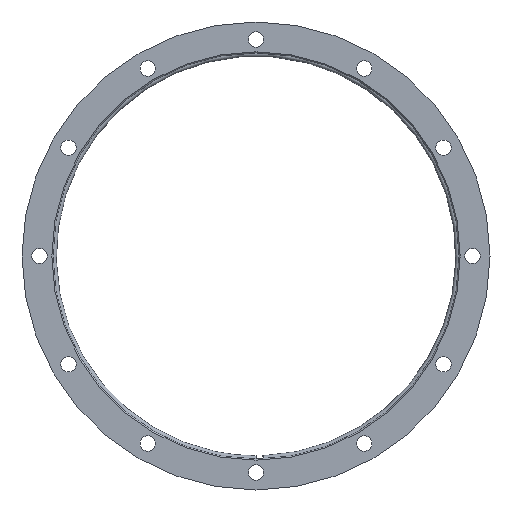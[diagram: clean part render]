
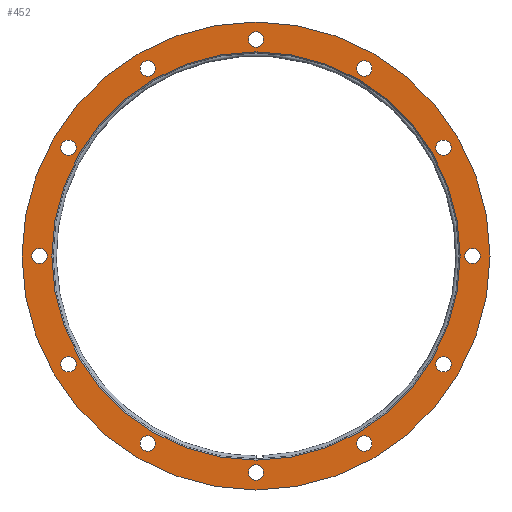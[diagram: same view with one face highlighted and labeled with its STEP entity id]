
A CAD part, left-side view. The second image highlights one B-rep face of the part: STEP entity #452.
In plain terms, the highlighted planar face has unit normal (-1, 0, 0).
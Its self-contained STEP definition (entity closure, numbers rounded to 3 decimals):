
#7 = FACE_BOUND ( 'NONE', #390, .T. ) ;
#8 = AXIS2_PLACEMENT_3D ( 'NONE', #356, #46, #475 ) ;
#18 = VERTEX_POINT ( 'NONE', #644 ) ;
#20 = ORIENTED_EDGE ( 'NONE', *, *, #299, .T. ) ;
#33 = ORIENTED_EDGE ( 'NONE', *, *, #568, .T. ) ;
#34 = VERTEX_POINT ( 'NONE', #525 ) ;
#36 = AXIS2_PLACEMENT_3D ( 'NONE', #69, #508, #440 ) ;
#42 = EDGE_CURVE ( 'NONE', #34, #34, #227, .T. ) ;
#44 = EDGE_LOOP ( 'NONE', ( #20 ) ) ;
#46 = DIRECTION ( 'NONE',  ( 1., 0., 0. ) ) ;
#48 = VERTEX_POINT ( 'NONE', #689 ) ;
#50 = FACE_BOUND ( 'NONE', #295, .T. ) ;
#57 = AXIS2_PLACEMENT_3D ( 'NONE', #673, #348, #526 ) ;
#59 = VERTEX_POINT ( 'NONE', #189 ) ;
#60 = CIRCLE ( 'NONE', #57, 5.5 ) ;
#68 = CIRCLE ( 'NONE', #127, 5.5 ) ;
#69 = CARTESIAN_POINT ( 'NONE',  ( -9.5, -134.234, 77.5 ) ) ;
#72 = AXIS2_PLACEMENT_3D ( 'NONE', #363, #306, #313 ) ;
#73 = CIRCLE ( 'NONE', #576, 5.5 ) ;
#77 = VERTEX_POINT ( 'NONE', #249 ) ;
#83 = EDGE_CURVE ( 'NONE', #562, #562, #165, .T. ) ;
#86 = CARTESIAN_POINT ( 'NONE',  ( -9.5, 155., 0. ) ) ;
#88 = DIRECTION ( 'NONE',  ( 0., 0., -1. ) ) ;
#90 = AXIS2_PLACEMENT_3D ( 'NONE', #430, #205, #597 ) ;
#91 = CARTESIAN_POINT ( 'NONE',  ( -9.5, 0., -146.15 ) ) ;
#97 = EDGE_CURVE ( 'NONE', #406, #406, #439, .T. ) ;
#109 = AXIS2_PLACEMENT_3D ( 'NONE', #425, #157, #548 ) ;
#121 = FACE_BOUND ( 'NONE', #223, .T. ) ;
#123 = DIRECTION ( 'NONE',  ( 1., 0., 0. ) ) ;
#125 = EDGE_CURVE ( 'NONE', #48, #48, #515, .T. ) ;
#127 = AXIS2_PLACEMENT_3D ( 'NONE', #169, #565, #669 ) ;
#134 = EDGE_LOOP ( 'NONE', ( #291 ) ) ;
#136 = EDGE_LOOP ( 'NONE', ( #185 ) ) ;
#137 = DIRECTION ( 'NONE',  ( 0., 0., -1. ) ) ;
#140 = FACE_OUTER_BOUND ( 'NONE', #136, .T. ) ;
#149 = DIRECTION ( 'NONE',  ( 1., 0., 0. ) ) ;
#150 = CIRCLE ( 'NONE', #36, 5.5 ) ;
#151 = DIRECTION ( 'NONE',  ( 0., 0., 1. ) ) ;
#157 = DIRECTION ( 'NONE',  ( 1., 0., 0. ) ) ;
#159 = CARTESIAN_POINT ( 'NONE',  ( -9.5, -134.234, -77.5 ) ) ;
#165 = CIRCLE ( 'NONE', #387, 146.15 ) ;
#166 = EDGE_CURVE ( 'NONE', #642, #642, #411, .T. ) ;
#169 = CARTESIAN_POINT ( 'NONE',  ( -9.5, -77.5, 134.234 ) ) ;
#172 = DIRECTION ( 'NONE',  ( 0., 0., -1. ) ) ;
#176 = CIRCLE ( 'NONE', #420, 5.5 ) ;
#180 = CARTESIAN_POINT ( 'NONE',  ( -9.5, 134.234, 77.5 ) ) ;
#181 = EDGE_LOOP ( 'NONE', ( #500 ) ) ;
#185 = ORIENTED_EDGE ( 'NONE', *, *, #539, .T. ) ;
#189 = CARTESIAN_POINT ( 'NONE',  ( -9.5, 134.234, 72. ) ) ;
#191 = DIRECTION ( 'NONE',  ( 1., 0., 0. ) ) ;
#193 = AXIS2_PLACEMENT_3D ( 'NONE', #86, #354, #137 ) ;
#205 = DIRECTION ( 'NONE',  ( 1., 0., 0. ) ) ;
#206 = EDGE_CURVE ( 'NONE', #583, #583, #150, .T. ) ;
#210 = EDGE_LOOP ( 'NONE', ( #33 ) ) ;
#214 = EDGE_CURVE ( 'NONE', #534, #534, #176, .T. ) ;
#215 = DIRECTION ( 'NONE',  ( 0., 0., -1. ) ) ;
#218 = EDGE_CURVE ( 'NONE', #471, #471, #321, .T. ) ;
#223 = EDGE_LOOP ( 'NONE', ( #554 ) ) ;
#224 = VERTEX_POINT ( 'NONE', #414 ) ;
#227 = CIRCLE ( 'NONE', #72, 5.5 ) ;
#239 = DIRECTION ( 'NONE',  ( 1., 0., 0. ) ) ;
#245 = CARTESIAN_POINT ( 'NONE',  ( -9.5, -77.5, -139.734 ) ) ;
#248 = CARTESIAN_POINT ( 'NONE',  ( -9.5, 134.234, -83. ) ) ;
#249 = CARTESIAN_POINT ( 'NONE',  ( -9.5, 77.5, -139.734 ) ) ;
#264 = FACE_BOUND ( 'NONE', #308, .T. ) ;
#266 = CARTESIAN_POINT ( 'NONE',  ( -9.5, 155., -5.5 ) ) ;
#270 = FACE_BOUND ( 'NONE', #44, .T. ) ;
#286 = FACE_BOUND ( 'NONE', #181, .T. ) ;
#291 = ORIENTED_EDGE ( 'NONE', *, *, #206, .T. ) ;
#295 = EDGE_LOOP ( 'NONE', ( #451 ) ) ;
#299 = EDGE_CURVE ( 'NONE', #59, #59, #73, .T. ) ;
#301 = AXIS2_PLACEMENT_3D ( 'NONE', #445, #123, #172 ) ;
#306 = DIRECTION ( 'NONE',  ( 1., 0., 0. ) ) ;
#308 = EDGE_LOOP ( 'NONE', ( #630 ) ) ;
#313 = DIRECTION ( 'NONE',  ( 0., 0., -1. ) ) ;
#314 = EDGE_CURVE ( 'NONE', #489, #489, #60, .T. ) ;
#317 = FACE_BOUND ( 'NONE', #638, .T. ) ;
#321 = CIRCLE ( 'NONE', #559, 5.5 ) ;
#325 = DIRECTION ( 'NONE',  ( -1., 0., 0. ) ) ;
#326 = CARTESIAN_POINT ( 'NONE',  ( -9.5, 0., 0. ) ) ;
#336 = CARTESIAN_POINT ( 'NONE',  ( -9.5, 0., 155. ) ) ;
#343 = ORIENTED_EDGE ( 'NONE', *, *, #83, .T. ) ;
#348 = DIRECTION ( 'NONE',  ( 1., 0., 0. ) ) ;
#350 = EDGE_CURVE ( 'NONE', #77, #77, #510, .T. ) ;
#354 = DIRECTION ( 'NONE',  ( 1., 0., 0. ) ) ;
#356 = CARTESIAN_POINT ( 'NONE',  ( -9.5, 0., -167.5 ) ) ;
#363 = CARTESIAN_POINT ( 'NONE',  ( -9.5, 0., -155. ) ) ;
#365 = ORIENTED_EDGE ( 'NONE', *, *, #314, .T. ) ;
#364 = FACE_BOUND ( 'NONE', #678, .T. ) ;
#376 = ORIENTED_EDGE ( 'NONE', *, *, #125, .T. ) ;
#386 = DIRECTION ( 'NONE',  ( 1., 0., 0. ) ) ;
#387 = AXIS2_PLACEMENT_3D ( 'NONE', #326, #149, #215 ) ;
#389 = DIRECTION ( 'NONE',  ( 0., 0., -1. ) ) ;
#390 = EDGE_LOOP ( 'NONE', ( #376 ) ) ;
#391 = DIRECTION ( 'NONE',  ( 0., 0., -1. ) ) ;
#392 = AXIS2_PLACEMENT_3D ( 'NONE', #397, #191, #88 ) ;
#393 = ORIENTED_EDGE ( 'NONE', *, *, #350, .T. ) ;
#397 = CARTESIAN_POINT ( 'NONE',  ( -9.5, 77.5, -134.234 ) ) ;
#398 = FACE_BOUND ( 'NONE', #546, .T. ) ;
#401 = CARTESIAN_POINT ( 'NONE',  ( -9.5, -134.234, 72. ) ) ;
#404 = CARTESIAN_POINT ( 'NONE',  ( -9.5, 77.5, 128.734 ) ) ;
#406 = VERTEX_POINT ( 'NONE', #404 ) ;
#408 = FACE_BOUND ( 'NONE', #134, .T. ) ;
#411 = CIRCLE ( 'NONE', #301, 5.5 ) ;
#414 = CARTESIAN_POINT ( 'NONE',  ( -9.5, -77.5, 128.734 ) ) ;
#420 = AXIS2_PLACEMENT_3D ( 'NONE', #336, #507, #391 ) ;
#425 = CARTESIAN_POINT ( 'NONE',  ( -9.5, -155., 0. ) ) ;
#428 = FACE_BOUND ( 'NONE', #655, .T. ) ;
#430 = CARTESIAN_POINT ( 'NONE',  ( -9.5, 77.5, 134.234 ) ) ;
#437 = ORIENTED_EDGE ( 'NONE', *, *, #166, .T. ) ;
#439 = CIRCLE ( 'NONE', #90, 5.5 ) ;
#440 = DIRECTION ( 'NONE',  ( 0., 0., -1. ) ) ;
#445 = CARTESIAN_POINT ( 'NONE',  ( -9.5, -77.5, -134.234 ) ) ;
#451 = ORIENTED_EDGE ( 'NONE', *, *, #218, .T. ) ;
#452 = ADVANCED_FACE ( 'NONE', ( #398, #512, #364, #264, #317, #50, #7, #408, #563, #121, #286, #270, #428, #140 ), #479, .F. ) ;
#471 = VERTEX_POINT ( 'NONE', #581 ) ;
#472 = DIRECTION ( 'NONE',  ( 0., 0., -1. ) ) ;
#475 = DIRECTION ( 'NONE',  ( 0., 0., -1. ) ) ;
#479 = PLANE ( 'NONE',  #8 ) ;
#489 = VERTEX_POINT ( 'NONE', #248 ) ;
#494 = CIRCLE ( 'NONE', #593, 167.5 ) ;
#500 = ORIENTED_EDGE ( 'NONE', *, *, #97, .T. ) ;
#502 = CIRCLE ( 'NONE', #193, 5.5 ) ;
#507 = DIRECTION ( 'NONE',  ( 1., 0., 0. ) ) ;
#508 = DIRECTION ( 'NONE',  ( 1., 0., 0. ) ) ;
#510 = CIRCLE ( 'NONE', #392, 5.5 ) ;
#512 = FACE_BOUND ( 'NONE', #594, .T. ) ;
#515 = CIRCLE ( 'NONE', #109, 5.5 ) ;
#525 = CARTESIAN_POINT ( 'NONE',  ( -9.5, 0., -160.5 ) ) ;
#526 = DIRECTION ( 'NONE',  ( 0., 0., -1. ) ) ;
#534 = VERTEX_POINT ( 'NONE', #675 ) ;
#539 = EDGE_CURVE ( 'NONE', #18, #18, #494, .T. ) ;
#546 = EDGE_LOOP ( 'NONE', ( #607 ) ) ;
#548 = DIRECTION ( 'NONE',  ( 0., 0., -1. ) ) ;
#554 = ORIENTED_EDGE ( 'NONE', *, *, #214, .T. ) ;
#559 = AXIS2_PLACEMENT_3D ( 'NONE', #159, #386, #389 ) ;
#562 = VERTEX_POINT ( 'NONE', #91 ) ;
#563 = FACE_BOUND ( 'NONE', #210, .T. ) ;
#565 = DIRECTION ( 'NONE',  ( 1., 0., 0. ) ) ;
#568 = EDGE_CURVE ( 'NONE', #224, #224, #68, .T. ) ;
#576 = AXIS2_PLACEMENT_3D ( 'NONE', #180, #239, #472 ) ;
#581 = CARTESIAN_POINT ( 'NONE',  ( -9.5, -134.234, -83. ) ) ;
#583 = VERTEX_POINT ( 'NONE', #401 ) ;
#593 = AXIS2_PLACEMENT_3D ( 'NONE', #651, #325, #151 ) ;
#594 = EDGE_LOOP ( 'NONE', ( #365 ) ) ;
#597 = DIRECTION ( 'NONE',  ( 0., 0., -1. ) ) ;
#607 = ORIENTED_EDGE ( 'NONE', *, *, #658, .T. ) ;
#621 = VERTEX_POINT ( 'NONE', #266 ) ;
#630 = ORIENTED_EDGE ( 'NONE', *, *, #42, .T. ) ;
#638 = EDGE_LOOP ( 'NONE', ( #437 ) ) ;
#642 = VERTEX_POINT ( 'NONE', #245 ) ;
#644 = CARTESIAN_POINT ( 'NONE',  ( -9.5, 0., 167.5 ) ) ;
#651 = CARTESIAN_POINT ( 'NONE',  ( -9.5, 0., 0. ) ) ;
#655 = EDGE_LOOP ( 'NONE', ( #343 ) ) ;
#658 = EDGE_CURVE ( 'NONE', #621, #621, #502, .T. ) ;
#669 = DIRECTION ( 'NONE',  ( 0., 0., -1. ) ) ;
#673 = CARTESIAN_POINT ( 'NONE',  ( -9.5, 134.234, -77.5 ) ) ;
#675 = CARTESIAN_POINT ( 'NONE',  ( -9.5, 0., 149.5 ) ) ;
#678 = EDGE_LOOP ( 'NONE', ( #393 ) ) ;
#689 = CARTESIAN_POINT ( 'NONE',  ( -9.5, -155., -5.5 ) ) ;
